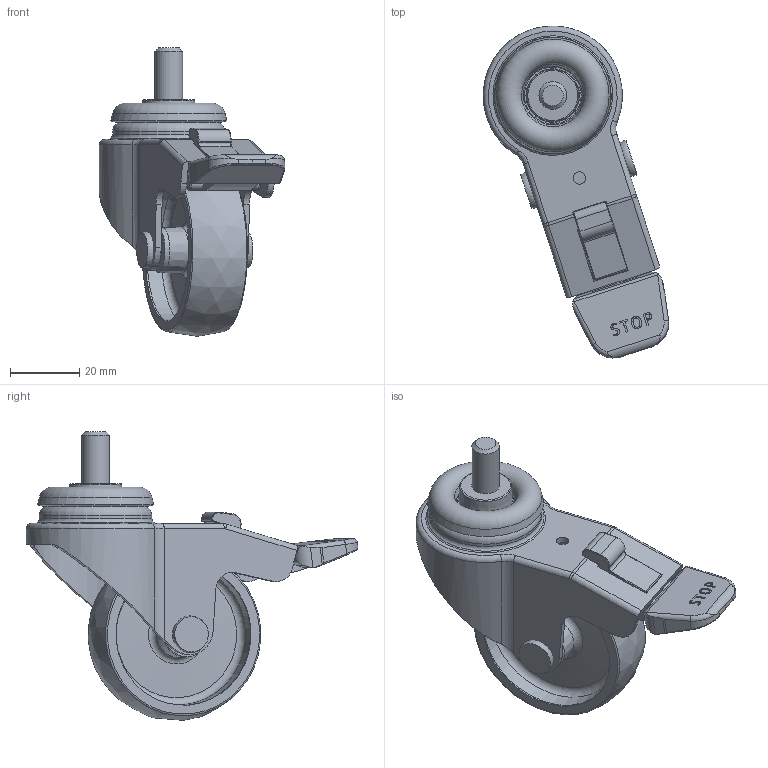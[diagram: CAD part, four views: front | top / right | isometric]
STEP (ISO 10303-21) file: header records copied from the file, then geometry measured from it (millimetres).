
FILE_DESCRIPTION(/* description */ (''),/* implementation_level */ '2;1');
FILE_NAME(/* name */ 'CRUST0000017.stp',/* time_stamp */ '2018-11-09T10:12:08+01:00',/* author */ ('fzagni'),/* organization */ (''),/* preprocessor_version */ 'ST-DEVELOPER v16.1',/* originating_system */ 'Autodesk Inventor 2016',/* authorisation */ '');
FILE_SCHEMA (('AUTOMOTIVE_DESIGN { 1 0 10303 214 3 1 1 }'));
Length unit declared in the file: millimetre
Products named in the file (7): 440000005317; 440000005318; 440000005320; 440000005321; 440000005324; 440000005325; CRUST0000017 (24.150.01) CEBORA
Assembly tree (6 placements, depth 2):
  CRUST0000017 (24.150.01) CEBORA
    440000005317
    440000005318
    440000005320
    440000005321
    440000005324
    440000005325
Bounding box: 53.59 x 95.85 x 83.35 mm (x, y, z)
Volume: 37702.1 mm3; surface area: 26680.9 mm2
Topology: 6 solids, 6 shells, 291 faces, 713 edges, 453 vertices
Faces by surface type: plane 108, cylinder 89, torus 41, bspline 38, cone 15
Full cylindrical faces by diameter (mm): 3.6 x1, 6.2 x2, 7 x1, 7.15 x2, 7.3 x1, 8 x1, 9.8 x1, 10.3 x1, 13 x3, 21.385 x1, 28.9 x1, 32.5 x1, 41 x2
Entity records: 10883 total; most frequent: CARTESIAN_POINT 4334, ORIENTED_EDGE 1298, DIRECTION 1272, EDGE_CURVE 649, AXIS2_PLACEMENT_3D 488, VERTEX_POINT 440, EDGE_LOOP 375, LINE 296
